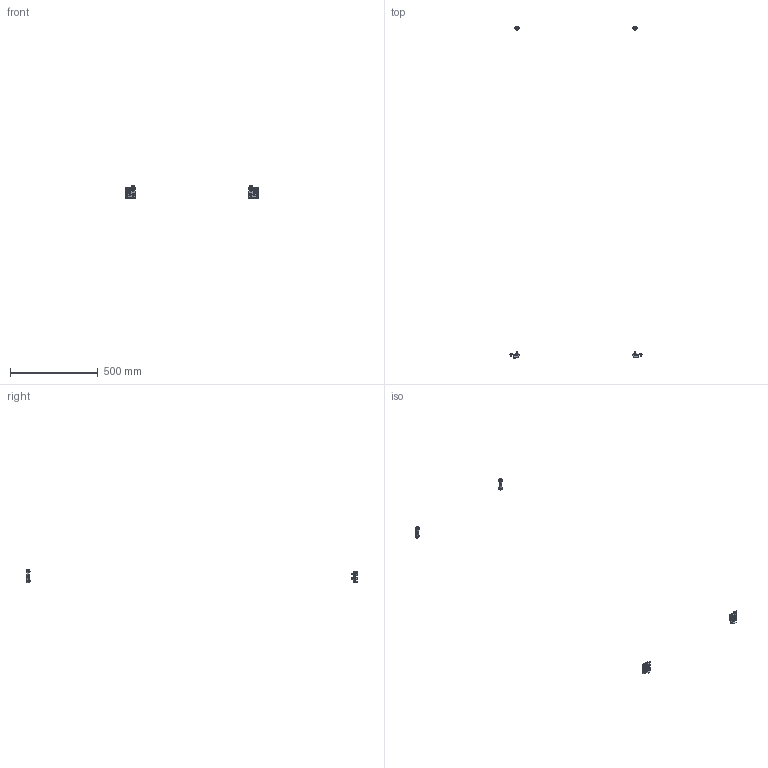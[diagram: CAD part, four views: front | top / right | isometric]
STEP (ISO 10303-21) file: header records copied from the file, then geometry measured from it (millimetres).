
FILE_DESCRIPTION (( 'STEP AP203' ), '1' );
FILE_NAME ('UR33400020201 Êîìïëåêò êðåïëåíèÿ äëÿ ìîíòàæíûõ ïàíåëåé (çàäíÿÿ ñòåíêà ê çàäíåé ñòåíêå) RS52 (000.801.522).STEP', '2022-04-12T12:33:19', ( '' ), ( '' ), 'SwSTEP 2.0', 'SolidWorks 2017', '' );
FILE_SCHEMA (( 'CONFIG_CONTROL_DESIGN' ));
Length unit declared in the file: millimetre
Products named in the file (14): 000.169.180 Êðîíøòåéí ïàíåëè ìîíòàæíîé RS52_00; hex flange nut_din_Hexagon Flange Nut DIN 6923 - M8 - N; 029-398-01 ﾊ煇鳫; 鍔錓 DIN 933-8.8-Zn_M8x70; 061-22 Ãàéêà Ì8; Çàêëåïêà ðåçüáîâàÿ óìåíüøåííûé áîðòèê ñ íàñå÷êîé_Œ8å16,5; 029-398 ﾊ煇鳫; 050-56 鎗鵻罻; 嵑殧趌6402_8; UR33400020201 Êîìïëåêò êðåïëåíèÿ äëÿ ìîíòàæíûõ ïàíåëåé (çàäíÿÿ ñòåíêà ê çàäíåé ñòåíêå) RS52 (000.801.522); Øàéáà_6958 øèðîêàÿ_8; 016-105 ﾘ_00 (ｭｨｦｭｨｩ); 000.169.180 Êðîíøòåéí ïàíåëè ìîíòàæíîé RS52_01; Âèíò DIN 7500 C TORX_Œ5å12
Assembly tree (34 placements, depth 3):
  UR33400020201 Êîìïëåêò êðåïëåíèÿ äëÿ ìîíòàæíûõ ïàíåëåé (çàäíÿÿ ñòåíêà ê çàäíåé ñòåíêå) RS52 (000.801.522)
    000.169.180 Êðîíøòåéí ïàíåëè ìîíòàæíîé RS52_00
      029-398 ﾊ煇鳫
      Çàêëåïêà ðåçüáîâàÿ óìåíüøåííûé áîðòèê ñ íàñå÷êîé_Œ8å16,5  x2
      016-105 ﾘ_00 (ｭｨｦｭｨｩ)  x2
    000.169.180 Êðîíøòåéí ïàíåëè ìîíòàæíîé RS52_01
      029-398-01 ﾊ煇鳫
      Çàêëåïêà ðåçüáîâàÿ óìåíüøåííûé áîðòèê ñ íàñå÷êîé_Œ8å16,5  x2
      016-105 ﾘ_00 (ｭｨｦｭｨｩ)  x2
    050-56 鎗鵻罻  x4
    Øàéáà_6958 øèðîêàÿ_8  x4
    hex flange nut_din_Hexagon Flange Nut DIN 6923 - M8 - N  x2
    061-22 Ãàéêà Ì8  x2
    嵑殧趌6402_8  x2
    鍔錓 DIN 933-8.8-Zn_M8x70  x2
    Âèíò DIN 7500 C TORX_Œ5å12  x6
Bounding box: 756.44 x 1887.05 x 76 mm (x, y, z)
Volume: 64145.3 mm3; surface area: 49835.5 mm2
Topology: 32 solids, 32 shells, 752 faces, 1796 edges, 1136 vertices
Faces by surface type: plane 322, cylinder 286, cone 92, torus 28, bspline 12, sphere 12
Entity records: 11494 total; most frequent: CARTESIAN_POINT 1968, DIRECTION 1665, ORIENTED_EDGE 1484, EDGE_CURVE 742, AXIS2_PLACEMENT_3D 635, VERTEX_POINT 460, LINE 395, VECTOR 395
